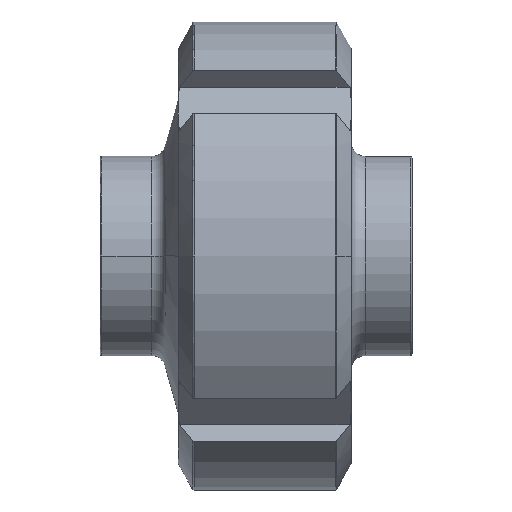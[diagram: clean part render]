
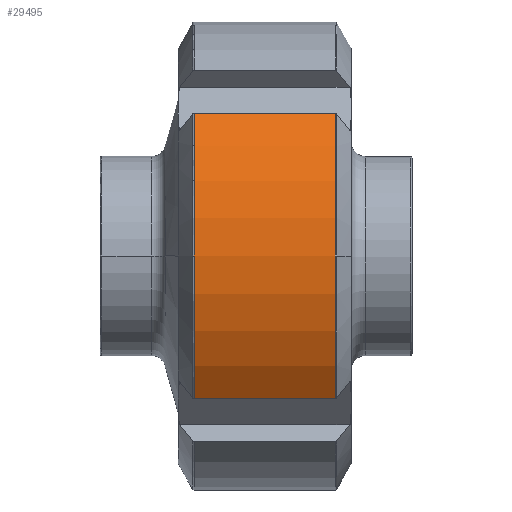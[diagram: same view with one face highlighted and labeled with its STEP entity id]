
A CAD part, front view. The second image highlights one B-rep face of the part: STEP entity #29495.
In plain terms, the highlighted cylindrical face has radius 27 mm (diameter 54 mm), a partial arc.
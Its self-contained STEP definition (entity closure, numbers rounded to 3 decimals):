
#1266 = DIRECTION ( 'NONE',  ( 0., -1., 0. ) ) ;
#1753 = ORIENTED_EDGE ( 'NONE', *, *, #2911, .T. ) ;
#2342 = VECTOR ( 'NONE', #51344, 1000. ) ;
#2911 = EDGE_CURVE ( 'NONE', #11637, #8252, #52340, .T. ) ;
#3619 = CARTESIAN_POINT ( 'NONE',  ( 5., 0., 0. ) ) ;
#3974 = DIRECTION ( 'NONE',  ( 1., 0., 0. ) ) ;
#4961 = AXIS2_PLACEMENT_3D ( 'NONE', #11929, #41426, #16006 ) ;
#6384 = AXIS2_PLACEMENT_3D ( 'NONE', #44605, #22671, #1266 ) ;
#6525 = CIRCLE ( 'NONE', #51037, 27. ) ;
#7924 = CARTESIAN_POINT ( 'NONE',  ( 3.152, -21.406, -16.456 ) ) ;
#8252 = VERTEX_POINT ( 'NONE', #34603 ) ;
#8930 = CYLINDRICAL_SURFACE ( 'NONE', #23726, 27. ) ;
#9973 = EDGE_CURVE ( 'NONE', #41074, #43571, #48013, .T. ) ;
#11637 = VERTEX_POINT ( 'NONE', #15532 ) ;
#11929 = CARTESIAN_POINT ( 'NONE',  ( -13.152, 0., 0. ) ) ;
#11967 = CARTESIAN_POINT ( 'NONE',  ( -13.152, 0., 0. ) ) ;
#13729 = LINE ( 'NONE', #21563, #2342 ) ;
#15532 = CARTESIAN_POINT ( 'NONE',  ( -13.152, -27., 0. ) ) ;
#16006 = DIRECTION ( 'NONE',  ( 0., -1., 0. ) ) ;
#17026 = DIRECTION ( 'NONE',  ( 0., -1., 0. ) ) ;
#21491 = FACE_OUTER_BOUND ( 'NONE', #51274, .T. ) ;
#21563 = CARTESIAN_POINT ( 'NONE',  ( 5., -21.406, -16.456 ) ) ;
#21747 = AXIS2_PLACEMENT_3D ( 'NONE', #51048, #21818, #17026 ) ;
#21818 = DIRECTION ( 'NONE',  ( -1., 0., 0. ) ) ;
#21901 = CARTESIAN_POINT ( 'NONE',  ( 3.152, -27., 0. ) ) ;
#22671 = DIRECTION ( 'NONE',  ( -1., 0., 0. ) ) ;
#23726 = AXIS2_PLACEMENT_3D ( 'NONE', #3619, #3974, #25552 ) ;
#25552 = DIRECTION ( 'NONE',  ( 0., 1., 0. ) ) ;
#25830 = EDGE_CURVE ( 'NONE', #55089, #11637, #6525, .T. ) ;
#29056 = ORIENTED_EDGE ( 'NONE', *, *, #39646, .T. ) ;
#29495 = ADVANCED_FACE ( 'NONE', ( #21491 ), #8930, .T. ) ;
#33117 = CARTESIAN_POINT ( 'NONE',  ( 3.152, -21.406, 16.456 ) ) ;
#33932 = EDGE_CURVE ( 'NONE', #43571, #39425, #53447, .T. ) ;
#34254 = EDGE_CURVE ( 'NONE', #39425, #55089, #41441, .T. ) ;
#34603 = CARTESIAN_POINT ( 'NONE',  ( -13.152, -21.406, -16.456 ) ) ;
#36917 = ORIENTED_EDGE ( 'NONE', *, *, #34254, .T. ) ;
#38704 = ORIENTED_EDGE ( 'NONE', *, *, #9973, .T. ) ;
#39425 = VERTEX_POINT ( 'NONE', #33117 ) ;
#39646 = EDGE_CURVE ( 'NONE', #8252, #41074, #13729, .T. ) ;
#40061 = ORIENTED_EDGE ( 'NONE', *, *, #25830, .T. ) ;
#41074 = VERTEX_POINT ( 'NONE', #7924 ) ;
#41426 = DIRECTION ( 'NONE',  ( 1., 0., 0. ) ) ;
#41441 = LINE ( 'NONE', #42092, #54092 ) ;
#42092 = CARTESIAN_POINT ( 'NONE',  ( 5., -21.406, 16.456 ) ) ;
#43571 = VERTEX_POINT ( 'NONE', #21901 ) ;
#44605 = CARTESIAN_POINT ( 'NONE',  ( 3.152, 0., 0. ) ) ;
#45613 = DIRECTION ( 'NONE',  ( 1., 0., 0. ) ) ;
#45988 = DIRECTION ( 'NONE',  ( 0., -1., 0. ) ) ;
#48013 = CIRCLE ( 'NONE', #6384, 27. ) ;
#50850 = DIRECTION ( 'NONE',  ( -1., 0., 0. ) ) ;
#51037 = AXIS2_PLACEMENT_3D ( 'NONE', #11967, #45613, #45988 ) ;
#51048 = CARTESIAN_POINT ( 'NONE',  ( 3.152, 0., 0. ) ) ;
#51274 = EDGE_LOOP ( 'NONE', ( #29056, #38704, #53708, #36917, #40061, #1753 ) ) ;
#51344 = DIRECTION ( 'NONE',  ( 1., 0., 0. ) ) ;
#52340 = CIRCLE ( 'NONE', #4961, 27. ) ;
#53447 = CIRCLE ( 'NONE', #21747, 27. ) ;
#53708 = ORIENTED_EDGE ( 'NONE', *, *, #33932, .T. ) ;
#54092 = VECTOR ( 'NONE', #50850, 1000. ) ;
#54821 = CARTESIAN_POINT ( 'NONE',  ( -13.152, -21.406, 16.456 ) ) ;
#55089 = VERTEX_POINT ( 'NONE', #54821 ) ;
